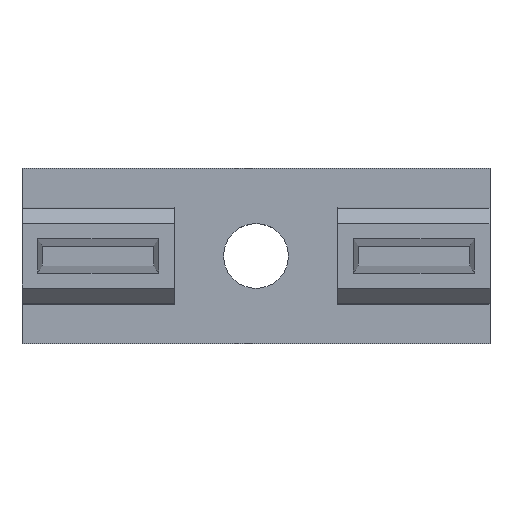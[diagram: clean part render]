
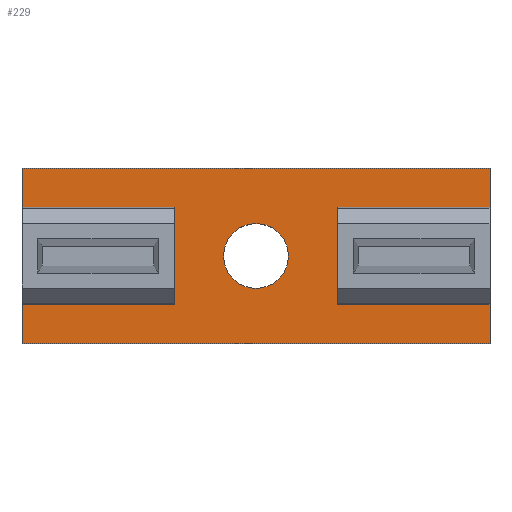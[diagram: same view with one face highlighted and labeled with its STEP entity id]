
A CAD part, top view. The second image highlights one B-rep face of the part: STEP entity #229.
In plain terms, the highlighted planar face has unit normal (0, 0, 1).
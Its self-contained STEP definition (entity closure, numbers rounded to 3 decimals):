
#229=ADVANCED_FACE('',(#520,#521),#522,.T.);
#520=FACE_BOUND('',#874,.T.);
#521=FACE_OUTER_BOUND('',#875,.T.);
#522=PLANE('',#876);
#874=EDGE_LOOP('',(#1519,#1520));
#875=EDGE_LOOP('',(#1521,#1522,#1523,#1524,#1525,#1526,#1527,#1528,#1529,#1530,#1531,#1532));
#876=AXIS2_PLACEMENT_3D('',#1533,#1534,#1535);
#1519=ORIENTED_EDGE('',*,*,#2252,.T.);
#1520=ORIENTED_EDGE('',*,*,#2189,.T.);
#1521=ORIENTED_EDGE('',*,*,#2410,.T.);
#1522=ORIENTED_EDGE('',*,*,#2411,.T.);
#1523=ORIENTED_EDGE('',*,*,#2412,.F.);
#1524=ORIENTED_EDGE('',*,*,#2408,.F.);
#1525=ORIENTED_EDGE('',*,*,#2413,.T.);
#1526=ORIENTED_EDGE('',*,*,#2414,.T.);
#1527=ORIENTED_EDGE('',*,*,#2415,.F.);
#1528=ORIENTED_EDGE('',*,*,#2416,.F.);
#1529=ORIENTED_EDGE('',*,*,#2417,.T.);
#1530=ORIENTED_EDGE('',*,*,#2365,.F.);
#1531=ORIENTED_EDGE('',*,*,#2418,.F.);
#1532=ORIENTED_EDGE('',*,*,#2419,.F.);
#1533=CARTESIAN_POINT('',(0.0,-7.9,1.0));
#1534=DIRECTION('',(0.0,0.0,1.0));
#1535=DIRECTION('',(0.0,-1.0,0.0));
#2189=EDGE_CURVE('',#2628,#2625,#2629,.T.);
#2252=EDGE_CURVE('',#2625,#2628,#2717,.T.);
#2365=EDGE_CURVE('',#2895,#2898,#2899,.T.);
#2408=EDGE_CURVE('',#2981,#2941,#2983,.T.);
#2410=EDGE_CURVE('',#2985,#2986,#2987,.T.);
#2411=EDGE_CURVE('',#2986,#2988,#2989,.T.);
#2412=EDGE_CURVE('',#2941,#2988,#2990,.T.);
#2413=EDGE_CURVE('',#2981,#2991,#2992,.T.);
#2414=EDGE_CURVE('',#2991,#2993,#2994,.T.);
#2415=EDGE_CURVE('',#2995,#2993,#2996,.T.);
#2416=EDGE_CURVE('',#2997,#2995,#2998,.T.);
#2417=EDGE_CURVE('',#2997,#2898,#2999,.T.);
#2418=EDGE_CURVE('',#3000,#2895,#3001,.T.);
#2419=EDGE_CURVE('',#2985,#3000,#3002,.T.);
#2625=VERTEX_POINT('',#3274);
#2628=VERTEX_POINT('',#3278);
#2629=CIRCLE('',#3279,4.15);
#2717=CIRCLE('',#3408,4.15);
#2895=VERTEX_POINT('',#3643);
#2898=VERTEX_POINT('',#3646);
#2899=LINE('',#3647,#3648);
#2941=VERTEX_POINT('',#3701);
#2981=VERTEX_POINT('',#3752);
#2983=LINE('',#3754,#3755);
#2985=VERTEX_POINT('',#3757);
#2986=VERTEX_POINT('',#3758);
#2987=LINE('',#3759,#3760);
#2988=VERTEX_POINT('',#3761);
#2989=LINE('',#3762,#3763);
#2990=LINE('',#3764,#3765);
#2991=VERTEX_POINT('',#3766);
#2992=LINE('',#3767,#3768);
#2993=VERTEX_POINT('',#3769);
#2994=LINE('',#3770,#3771);
#2995=VERTEX_POINT('',#3772);
#2996=LINE('',#3773,#3774);
#2997=VERTEX_POINT('',#3775);
#2998=LINE('',#3776,#3777);
#2999=LINE('',#3778,#3779);
#3000=VERTEX_POINT('',#3780);
#3001=LINE('',#3781,#3782);
#3002=LINE('',#3783,#3784);
#3274=CARTESIAN_POINT('',(34.15,0.0,1.0));
#3278=CARTESIAN_POINT('',(25.85,0.,1.0));
#3279=AXIS2_PLACEMENT_3D('',#4161,#4162,#4163);
#3408=AXIS2_PLACEMENT_3D('',#4211,#4212,#4213);
#3643=CARTESIAN_POINT('',(19.5,-4.55,1.0));
#3646=CARTESIAN_POINT('',(19.5,4.55,1.0));
#3647=CARTESIAN_POINT('',(19.5,0.0,1.0));
#3648=VECTOR('',#4364,1.0);
#3701=CARTESIAN_POINT('',(40.5,-4.55,1.0));
#3752=CARTESIAN_POINT('',(40.5,4.55,1.0));
#3754=CARTESIAN_POINT('',(40.5,0.0,1.0));
#3755=VECTOR('',#4444,1.0);
#3757=CARTESIAN_POINT('',(0.0,-11.25,1.0));
#3758=CARTESIAN_POINT('',(60.0,-11.25,1.0));
#3759=CARTESIAN_POINT('',(0.0,-11.25,1.0));
#3760=VECTOR('',#4445,1.0);
#3761=CARTESIAN_POINT('',(60.0,-4.55,1.0));
#3762=CARTESIAN_POINT('',(60.0,-11.25,1.0));
#3763=VECTOR('',#4446,1.0);
#3764=CARTESIAN_POINT('',(0.0,-4.55,1.0));
#3765=VECTOR('',#4447,1.0);
#3766=CARTESIAN_POINT('',(60.0,4.55,1.0));
#3767=CARTESIAN_POINT('',(0.0,4.55,1.0));
#3768=VECTOR('',#4448,1.0);
#3769=CARTESIAN_POINT('',(60.0,11.25,1.0));
#3770=CARTESIAN_POINT('',(60.0,4.55,1.0));
#3771=VECTOR('',#4449,1.0);
#3772=CARTESIAN_POINT('',(0.0,11.25,1.0));
#3773=CARTESIAN_POINT('',(0.0,11.25,1.0));
#3774=VECTOR('',#4450,1.0);
#3775=CARTESIAN_POINT('',(0.0,4.55,1.0));
#3776=CARTESIAN_POINT('',(0.0,4.55,1.0));
#3777=VECTOR('',#4451,1.0);
#3778=CARTESIAN_POINT('',(0.0,4.55,1.0));
#3779=VECTOR('',#4452,1.0);
#3780=CARTESIAN_POINT('',(0.0,-4.55,1.0));
#3781=CARTESIAN_POINT('',(0.0,-4.55,1.0));
#3782=VECTOR('',#4453,1.0);
#3783=CARTESIAN_POINT('',(0.0,-11.25,1.0));
#3784=VECTOR('',#4454,1.0);
#4161=CARTESIAN_POINT('',(30.0,0.0,1.0));
#4162=DIRECTION('',(0.0,0.0,-1.0));
#4163=DIRECTION('',(1.0,0.0,0.0));
#4211=CARTESIAN_POINT('',(30.0,0.0,1.0));
#4212=DIRECTION('',(0.0,0.0,-1.0));
#4213=DIRECTION('',(1.0,0.0,0.0));
#4364=DIRECTION('',(0.0,1.0,0.0));
#4444=DIRECTION('',(0.0,-1.0,0.0));
#4445=DIRECTION('',(1.0,0.0,0.0));
#4446=DIRECTION('',(0.0,1.0,0.0));
#4447=DIRECTION('',(1.0,0.0,0.0));
#4448=DIRECTION('',(1.0,0.0,0.0));
#4449=DIRECTION('',(0.0,1.0,0.0));
#4450=DIRECTION('',(1.0,0.0,0.0));
#4451=DIRECTION('',(0.0,1.0,0.0));
#4452=DIRECTION('',(1.0,0.0,0.0));
#4453=DIRECTION('',(1.0,0.0,0.0));
#4454=DIRECTION('',(0.0,1.0,0.0));
